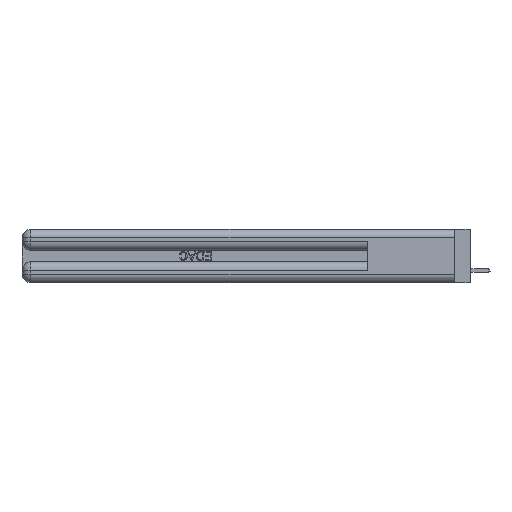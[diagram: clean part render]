
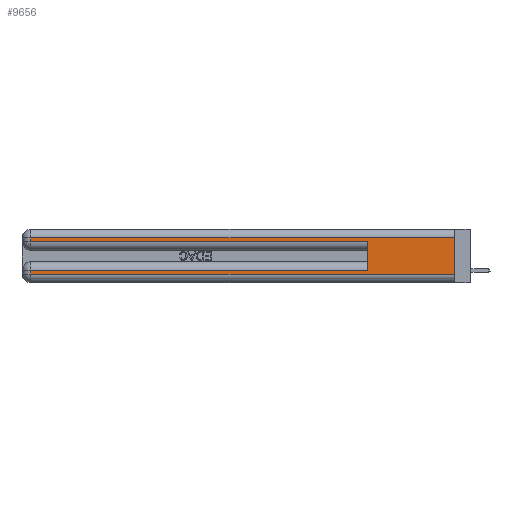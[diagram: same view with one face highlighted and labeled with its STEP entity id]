
A CAD part, left-side view. The second image highlights one B-rep face of the part: STEP entity #9656.
In plain terms, the highlighted planar face has unit normal (-1, 0, 0).
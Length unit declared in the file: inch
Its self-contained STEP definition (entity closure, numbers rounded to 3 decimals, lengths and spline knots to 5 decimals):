
#694 = VERTEX_POINT ( 'NONE', #41970 ) ;
#1106 = VERTEX_POINT ( 'NONE', #19768 ) ;
#1581 = CARTESIAN_POINT ( 'NONE',  ( 0., 0., 0.06 ) ) ;
#2287 = CARTESIAN_POINT ( 'NONE',  ( 0., 0.6, 0.145 ) ) ;
#3129 = ORIENTED_EDGE ( 'NONE', *, *, #6505, .T. ) ;
#3723 = CARTESIAN_POINT ( 'NONE',  ( 0., 2.94, 0.085 ) ) ;
#4022 = LINE ( 'NONE', #19307, #6652 ) ;
#4073 = VECTOR ( 'NONE', #24931, 39.37008 ) ;
#4104 = ORIENTED_EDGE ( 'NONE', *, *, #31998, .T. ) ;
#4133 = ORIENTED_EDGE ( 'NONE', *, *, #13968, .F. ) ;
#4748 = AXIS2_PLACEMENT_3D ( 'NONE', #25280, #16464, #20003 ) ;
#5249 = LINE ( 'NONE', #7011, #39140 ) ;
#5251 = CARTESIAN_POINT ( 'NONE',  ( 0., 2.94, 0.06 ) ) ;
#5818 = LINE ( 'NONE', #28302, #13365 ) ;
#6275 = VECTOR ( 'NONE', #27478, 39.37008 ) ;
#6505 = EDGE_CURVE ( 'NONE', #6841, #10590, #17997, .T. ) ;
#6652 = VECTOR ( 'NONE', #19570, 39.37008 ) ;
#6788 = ORIENTED_EDGE ( 'NONE', *, *, #9317, .F. ) ;
#6841 = VERTEX_POINT ( 'NONE', #3723 ) ;
#7011 = CARTESIAN_POINT ( 'NONE',  ( 0., 0., 0.285 ) ) ;
#7324 = CARTESIAN_POINT ( 'NONE',  ( 0., 0., 0.31 ) ) ;
#8664 = ORIENTED_EDGE ( 'NONE', *, *, #19749, .T. ) ;
#9317 = EDGE_CURVE ( 'NONE', #22138, #12079, #21511, .T. ) ;
#9656 = ADVANCED_FACE ( 'NONE', ( #22989 ), #18235, .F. ) ;
#9883 = VECTOR ( 'NONE', #39777, 39.37008 ) ;
#10590 = VERTEX_POINT ( 'NONE', #5251 ) ;
#12079 = VERTEX_POINT ( 'NONE', #1581 ) ;
#13365 = VECTOR ( 'NONE', #14005, 39.37008 ) ;
#13968 = EDGE_CURVE ( 'NONE', #42454, #42389, #19546, .T. ) ;
#14005 = DIRECTION ( 'NONE',  ( 0., 1., 0. ) ) ;
#16464 = DIRECTION ( 'NONE',  ( 1., 0., 0. ) ) ;
#17997 = LINE ( 'NONE', #27626, #6275 ) ;
#18235 = PLANE ( 'NONE',  #4748 ) ;
#18447 = CARTESIAN_POINT ( 'NONE',  ( 0., 0., 0.37 ) ) ;
#19307 = CARTESIAN_POINT ( 'NONE',  ( 0., 2.94, 0.37 ) ) ;
#19502 = CARTESIAN_POINT ( 'NONE',  ( 0., 0.6, 0.085 ) ) ;
#19546 = LINE ( 'NONE', #2287, #35550 ) ;
#19570 = DIRECTION ( 'NONE',  ( 0., 0., -1. ) ) ;
#19621 = LINE ( 'NONE', #7324, #9883 ) ;
#19749 = EDGE_CURVE ( 'NONE', #694, #1106, #4022, .T. ) ;
#19768 = CARTESIAN_POINT ( 'NONE',  ( 0., 2.94, 0.285 ) ) ;
#20003 = DIRECTION ( 'NONE',  ( 0., 0., -1. ) ) ;
#21511 = LINE ( 'NONE', #18447, #4073 ) ;
#22138 = VERTEX_POINT ( 'NONE', #35868 ) ;
#22989 = FACE_OUTER_BOUND ( 'NONE', #41349, .T. ) ;
#24833 = VECTOR ( 'NONE', #40666, 39.37008 ) ;
#24931 = DIRECTION ( 'NONE',  ( 0., 0., -1. ) ) ;
#25280 = CARTESIAN_POINT ( 'NONE',  ( 0., 0., 0.37 ) ) ;
#26667 = ORIENTED_EDGE ( 'NONE', *, *, #39891, .T. ) ;
#27478 = DIRECTION ( 'NONE',  ( 0., 0., -1. ) ) ;
#27626 = CARTESIAN_POINT ( 'NONE',  ( 0., 2.94, 0.37 ) ) ;
#28302 = CARTESIAN_POINT ( 'NONE',  ( 0., 0., 0.085 ) ) ;
#28728 = ORIENTED_EDGE ( 'NONE', *, *, #33485, .T. ) ;
#29629 = DIRECTION ( 'NONE',  ( 0., -1., 0. ) ) ;
#29867 = LINE ( 'NONE', #34188, #24833 ) ;
#31998 = EDGE_CURVE ( 'NONE', #22138, #694, #19621, .T. ) ;
#33485 = EDGE_CURVE ( 'NONE', #10590, #12079, #29867, .T. ) ;
#34188 = CARTESIAN_POINT ( 'NONE',  ( 0., 0., 0.06 ) ) ;
#35535 = ORIENTED_EDGE ( 'NONE', *, *, #40512, .T. ) ;
#35550 = VECTOR ( 'NONE', #41416, 39.37008 ) ;
#35868 = CARTESIAN_POINT ( 'NONE',  ( 0., 0., 0.31 ) ) ;
#39140 = VECTOR ( 'NONE', #29629, 39.37008 ) ;
#39777 = DIRECTION ( 'NONE',  ( 0., 1., 0. ) ) ;
#39891 = EDGE_CURVE ( 'NONE', #42454, #6841, #5818, .T. ) ;
#40512 = EDGE_CURVE ( 'NONE', #1106, #42389, #5249, .T. ) ;
#40666 = DIRECTION ( 'NONE',  ( 0., -1., 0. ) ) ;
#41349 = EDGE_LOOP ( 'NONE', ( #6788, #4104, #8664, #35535, #4133, #26667, #3129, #28728 ) ) ;
#41416 = DIRECTION ( 'NONE',  ( 0., 0., 1. ) ) ;
#41970 = CARTESIAN_POINT ( 'NONE',  ( 0., 2.94, 0.31 ) ) ;
#42382 = CARTESIAN_POINT ( 'NONE',  ( 0., 0.6, 0.285 ) ) ;
#42389 = VERTEX_POINT ( 'NONE', #42382 ) ;
#42454 = VERTEX_POINT ( 'NONE', #19502 ) ;
